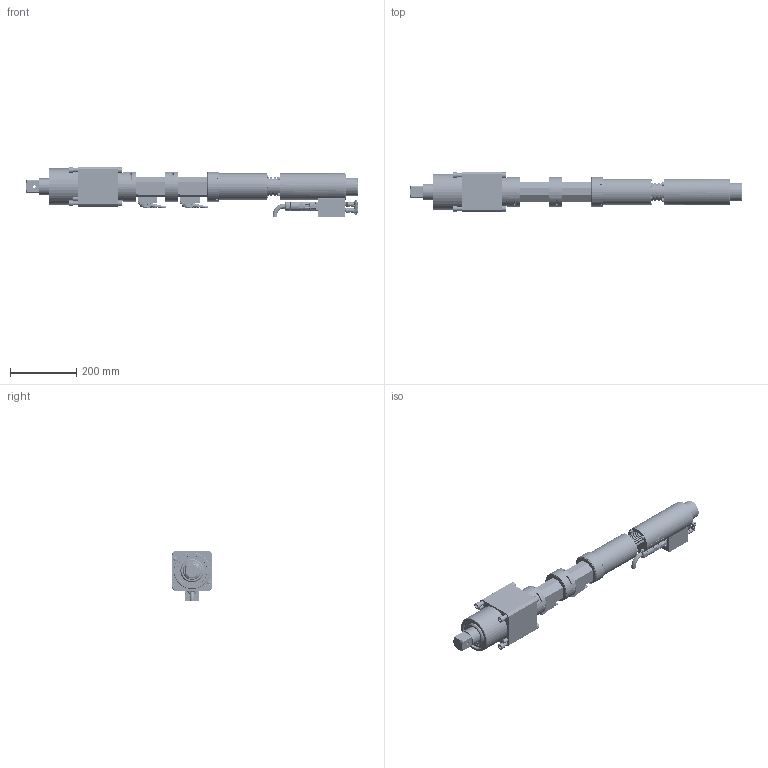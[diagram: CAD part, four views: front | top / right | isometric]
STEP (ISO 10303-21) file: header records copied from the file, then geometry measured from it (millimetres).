
FILE_DESCRIPTION(/* description */ (''),/* implementation_level */ '2;1');
FILE_NAME(/* name */ '4BD1600T2S-A_IAM_001.iam.step',/* time_stamp */ '2021-08-16T15:31:41+02:00',/* author */ ('cideon'),/* organization */ (''),/* preprocessor_version */ 'ST-DEVELOPER v17.2',/* originating_system */ 'Autodesk Inventor 2019',/* authorisation */ '');
FILE_SCHEMA (('AUTOMOTIVE_DESIGN { 1 0 10303 214 3 1 1 }'));
Products named in the file (1): Bauteil4
Bounding box: 999.45 x 120 x 151.75 mm (x, y, z)
Volume: 4457383.2 mm3; surface area: 861106.3 mm2
Topology: 4 solids, 4 shells, 7370 faces, 21943 edges, 14370 vertices
Faces by surface type: plane 4196, cylinder 1834, cone 631, bspline 359, torus 331, sphere 19
Full cylindrical faces by diameter (mm): 0.434 x4, 0.6 x32, 1.4 x2, 1.6 x2, 1.7 x4, 1.83 x4, 2.1 x4, 2.5 x14, 3 x8, 3.2 x4, 3.3 x8, 3.5 x2, 3.85 x1, 4 x2, 4.02 x4, 5 x3, 5.1 x1, 5.5 x20, 5.9 x2, 6 x16, 6.3 x2, 7 x10, 7.3 x2, 8 x1, 8.7 x2, 9 x3, 9.1 x1, 10 x7, 10.1 x6, 11.5 x4
Entity records: 314921 total; most frequent: CARTESIAN_POINT 113058, ORIENTED_EDGE 43842, DIRECTION 40482, EDGE_CURVE 21921, AXIS2_PLACEMENT_3D 15220, VERTEX_POINT 14370, LINE 10042, VECTOR 10042
